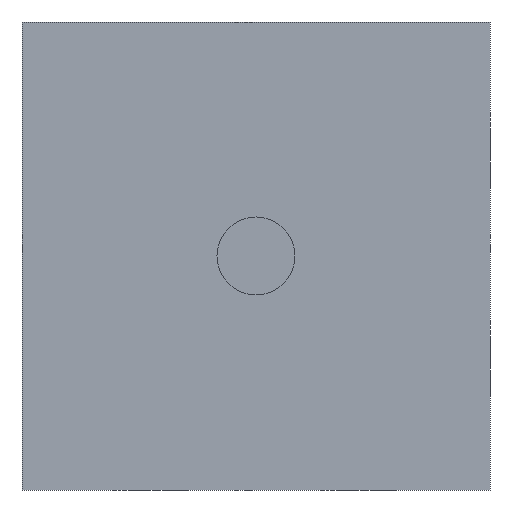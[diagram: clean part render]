
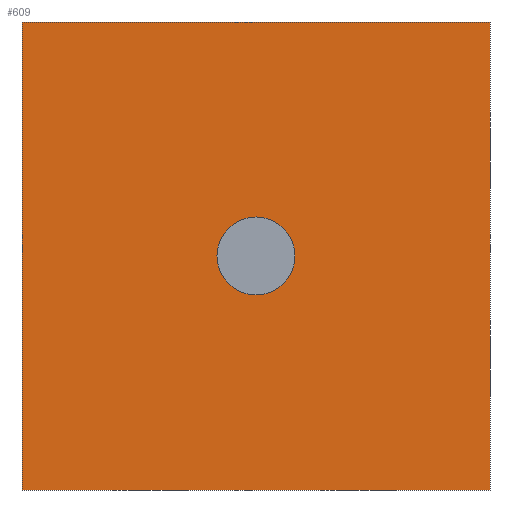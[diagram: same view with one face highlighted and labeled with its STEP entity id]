
A CAD part, front view. The second image highlights one B-rep face of the part: STEP entity #609.
In plain terms, the highlighted planar face has unit normal (0, -1, 0).
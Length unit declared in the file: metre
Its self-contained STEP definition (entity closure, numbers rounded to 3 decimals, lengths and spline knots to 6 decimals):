
#36=LINE('',#998,#60);
#40=LINE('',#1014,#64);
#43=LINE('',#1030,#67);
#45=LINE('',#1039,#69);
#60=VECTOR('',#779,1.);
#64=VECTOR('',#793,1.);
#67=VECTOR('',#808,1.);
#69=VECTOR('',#818,1.);
#112=ORIENTED_EDGE('',*,*,#240,.F.);
#113=ORIENTED_EDGE('',*,*,#218,.F.);
#114=ORIENTED_EDGE('',*,*,#226,.T.);
#115=ORIENTED_EDGE('',*,*,#234,.T.);
#116=ORIENTED_EDGE('',*,*,#239,.F.);
#218=EDGE_CURVE('',#284,#285,#36,.T.);
#226=EDGE_CURVE('',#284,#291,#40,.T.);
#234=EDGE_CURVE('',#291,#298,#43,.T.);
#239=EDGE_CURVE('',#285,#298,#45,.T.);
#240=EDGE_CURVE('',#302,#302,#352,.T.);
#284=VERTEX_POINT('',#997);
#285=VERTEX_POINT('',#999);
#291=VERTEX_POINT('',#1013);
#298=VERTEX_POINT('',#1029);
#302=VERTEX_POINT('',#1042);
#352=CIRCLE('',#692,0.0015);
#398=EDGE_LOOP('',(#112));
#399=EDGE_LOOP('',(#113,#114,#115,#116));
#494=FACE_BOUND('',#398,.T.);
#495=FACE_BOUND('',#399,.T.);
#576=PLANE('',#691);
#609=ADVANCED_FACE('',(#494,#495),#576,.T.);
#691=AXIS2_PLACEMENT_3D('',#1040,#819,#820);
#692=AXIS2_PLACEMENT_3D('',#1041,#821,#822);
#779=DIRECTION('',(-1.,0.,0.));
#793=DIRECTION('',(0.,0.,1.));
#808=DIRECTION('',(-1.,0.,0.));
#818=DIRECTION('',(0.,0.,1.));
#819=DIRECTION('',(0.,-1.,0.));
#820=DIRECTION('',(1.,0.,0.));
#821=DIRECTION('',(0.,-1.,0.));
#822=DIRECTION('',(0.,0.,-1.));
#997=CARTESIAN_POINT('',(0.009,-0.009,-0.009));
#998=CARTESIAN_POINT('',(0.,-0.009,-0.009));
#999=CARTESIAN_POINT('',(-0.009,-0.009,-0.009));
#1013=CARTESIAN_POINT('',(0.009,-0.009,0.009));
#1014=CARTESIAN_POINT('',(0.009,-0.009,0.));
#1029=CARTESIAN_POINT('',(-0.009,-0.009,0.009));
#1030=CARTESIAN_POINT('',(0.,-0.009,0.009));
#1039=CARTESIAN_POINT('',(-0.009,-0.009,0.));
#1040=CARTESIAN_POINT('',(0.,-0.009,0.));
#1041=CARTESIAN_POINT('',(0.,-0.009,0.));
#1042=CARTESIAN_POINT('',(0.,-0.009,-0.0015));
